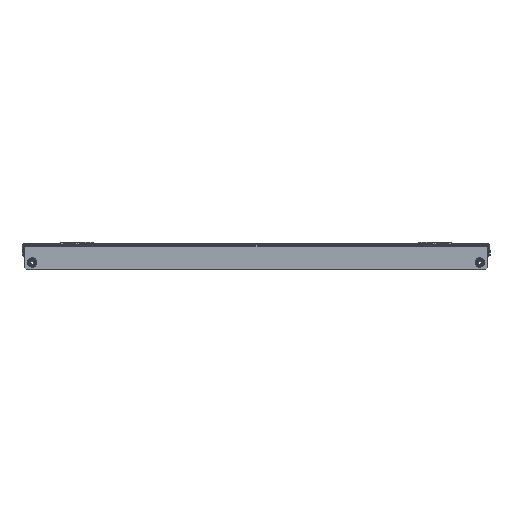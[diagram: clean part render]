
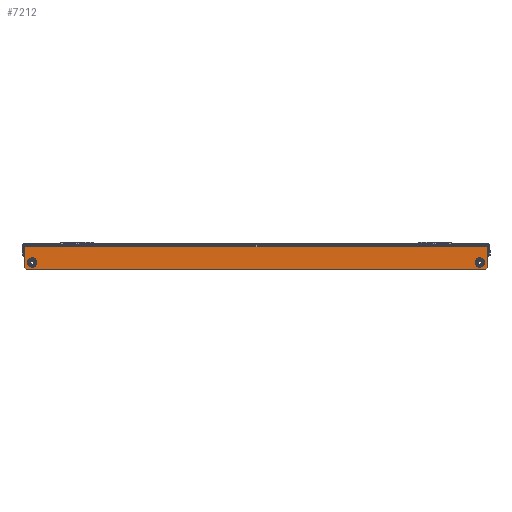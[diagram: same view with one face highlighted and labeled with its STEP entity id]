
A CAD part, left-side view. The second image highlights one B-rep face of the part: STEP entity #7212.
In plain terms, the highlighted planar face has unit normal (-1, 0, 0).
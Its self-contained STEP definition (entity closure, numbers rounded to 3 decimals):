
#473 = VERTEX_POINT ( 'NONE', #1156 ) ;
#601 = DIRECTION ( 'NONE',  ( 0., -0.707, 0.707 ) ) ;
#1156 = CARTESIAN_POINT ( 'NONE',  ( -11.5, -356.299, -26.5 ) ) ;
#1158 = ORIENTED_EDGE ( 'NONE', *, *, #10784, .T. ) ;
#1203 = CARTESIAN_POINT ( 'NONE',  ( -11.5, 361., -34.5 ) ) ;
#1252 = LINE ( 'NONE', #4784, #1910 ) ;
#1476 = EDGE_CURVE ( 'NONE', #4758, #10773, #1252, .T. ) ;
#1519 = DIRECTION ( 'NONE',  ( -1., 0., 0. ) ) ;
#1910 = VECTOR ( 'NONE', #3525, 1000. ) ;
#1916 = VERTEX_POINT ( 'NONE', #8924 ) ;
#2370 = CIRCLE ( 'NONE', #6730, 7.299 ) ;
#2378 = EDGE_CURVE ( 'NONE', #2636, #9947, #16399, .T. ) ;
#2515 = FACE_OUTER_BOUND ( 'NONE', #11258, .T. ) ;
#2636 = VERTEX_POINT ( 'NONE', #7495 ) ;
#2750 = DIRECTION ( 'NONE',  ( 0., -1., 0. ) ) ;
#2956 = DIRECTION ( 'NONE',  ( 0., -1., 0. ) ) ;
#2970 = AXIS2_PLACEMENT_3D ( 'NONE', #4690, #14712, #16153 ) ;
#3056 = DIRECTION ( 'NONE',  ( 0., 1., 0. ) ) ;
#3230 = DIRECTION ( 'NONE',  ( 0., 0., 1. ) ) ;
#3316 = VECTOR ( 'NONE', #601, 1000. ) ;
#3412 = EDGE_CURVE ( 'NONE', #473, #1916, #4987, .T. ) ;
#3453 = DIRECTION ( 'NONE',  ( 1., 0., 0. ) ) ;
#3525 = DIRECTION ( 'NONE',  ( 0., -0.707, -0.707 ) ) ;
#3634 = EDGE_CURVE ( 'NONE', #5510, #11246, #11650, .T. ) ;
#4458 = DIRECTION ( 'NONE',  ( 0., -1., 0. ) ) ;
#4690 = CARTESIAN_POINT ( 'NONE',  ( -11.5, 349., -26.5 ) ) ;
#4713 = PLANE ( 'NONE',  #5166 ) ;
#4758 = VERTEX_POINT ( 'NONE', #1203 ) ;
#4784 = CARTESIAN_POINT ( 'NONE',  ( -11.5, 358., -37.5 ) ) ;
#4987 = CIRCLE ( 'NONE', #6667, 7.299 ) ;
#5166 = AXIS2_PLACEMENT_3D ( 'NONE', #12041, #3453, #17623 ) ;
#5493 = ORIENTED_EDGE ( 'NONE', *, *, #10645, .T. ) ;
#5510 = VERTEX_POINT ( 'NONE', #15049 ) ;
#5581 = VECTOR ( 'NONE', #3230, 1000. ) ;
#5623 = EDGE_CURVE ( 'NONE', #2636, #4758, #14585, .T. ) ;
#5718 = CARTESIAN_POINT ( 'NONE',  ( -11.5, -361., -37.5 ) ) ;
#5927 = VECTOR ( 'NONE', #6903, 1000. ) ;
#6386 = CARTESIAN_POINT ( 'NONE',  ( -11.5, -361., -1.879 ) ) ;
#6667 = AXIS2_PLACEMENT_3D ( 'NONE', #15673, #8604, #15485 ) ;
#6730 = AXIS2_PLACEMENT_3D ( 'NONE', #15966, #11582, #3056 ) ;
#6746 = LINE ( 'NONE', #5718, #15435 ) ;
#6903 = DIRECTION ( 'NONE',  ( 0., 0., -1. ) ) ;
#7038 = ORIENTED_EDGE ( 'NONE', *, *, #5623, .T. ) ;
#7134 = LINE ( 'NONE', #7505, #5581 ) ;
#7212 = ADVANCED_FACE ( 'NONE', ( #2515, #16106, #17257 ), #4713, .F. ) ;
#7495 = CARTESIAN_POINT ( 'NONE',  ( -11.5, 361., -1.879 ) ) ;
#7505 = CARTESIAN_POINT ( 'NONE',  ( -11.5, -361., 0. ) ) ;
#7644 = EDGE_CURVE ( 'NONE', #10773, #8645, #6746, .T. ) ;
#8070 = EDGE_LOOP ( 'NONE', ( #15773, #16110 ) ) ;
#8147 = ORIENTED_EDGE ( 'NONE', *, *, #7644, .T. ) ;
#8173 = VECTOR ( 'NONE', #2750, 1000. ) ;
#8604 = DIRECTION ( 'NONE',  ( -1., 0., 0. ) ) ;
#8645 = VERTEX_POINT ( 'NONE', #10825 ) ;
#8755 = AXIS2_PLACEMENT_3D ( 'NONE', #10053, #1519, #2956 ) ;
#8924 = CARTESIAN_POINT ( 'NONE',  ( -11.5, -341.701, -26.5 ) ) ;
#9267 = CARTESIAN_POINT ( 'NONE',  ( -11.5, 356.299, -26.5 ) ) ;
#9624 = CIRCLE ( 'NONE', #8755, 7.299 ) ;
#9947 = VERTEX_POINT ( 'NONE', #6386 ) ;
#10008 = ORIENTED_EDGE ( 'NONE', *, *, #12551, .T. ) ;
#10053 = CARTESIAN_POINT ( 'NONE',  ( -11.5, -349., -26.5 ) ) ;
#10645 = EDGE_CURVE ( 'NONE', #16745, #9947, #7134, .T. ) ;
#10654 = ORIENTED_EDGE ( 'NONE', *, *, #2378, .F. ) ;
#10773 = VERTEX_POINT ( 'NONE', #12075 ) ;
#10784 = EDGE_CURVE ( 'NONE', #8645, #16745, #10900, .T. ) ;
#10825 = CARTESIAN_POINT ( 'NONE',  ( -11.5, -358., -37.5 ) ) ;
#10900 = LINE ( 'NONE', #17953, #3316 ) ;
#11246 = VERTEX_POINT ( 'NONE', #9267 ) ;
#11258 = EDGE_LOOP ( 'NONE', ( #8147, #1158, #5493, #10654, #7038, #18426 ) ) ;
#11582 = DIRECTION ( 'NONE',  ( 1., 0., 0. ) ) ;
#11650 = CIRCLE ( 'NONE', #2970, 7.299 ) ;
#12041 = CARTESIAN_POINT ( 'NONE',  ( -11.5, -361., 0. ) ) ;
#12075 = CARTESIAN_POINT ( 'NONE',  ( -11.5, 358., -37.5 ) ) ;
#12478 = CARTESIAN_POINT ( 'NONE',  ( -11.5, 361., 0. ) ) ;
#12551 = EDGE_CURVE ( 'NONE', #11246, #5510, #2370, .T. ) ;
#13838 = EDGE_CURVE ( 'NONE', #1916, #473, #9624, .T. ) ;
#13958 = CARTESIAN_POINT ( 'NONE',  ( -11.5, -361., -1.879 ) ) ;
#14585 = LINE ( 'NONE', #12478, #5927 ) ;
#14712 = DIRECTION ( 'NONE',  ( 1., 0., 0. ) ) ;
#15049 = CARTESIAN_POINT ( 'NONE',  ( -11.5, 341.701, -26.5 ) ) ;
#15435 = VECTOR ( 'NONE', #4458, 1000. ) ;
#15485 = DIRECTION ( 'NONE',  ( 0., -1., 0. ) ) ;
#15673 = CARTESIAN_POINT ( 'NONE',  ( -11.5, -349., -26.5 ) ) ;
#15721 = EDGE_LOOP ( 'NONE', ( #10008, #16651 ) ) ;
#15773 = ORIENTED_EDGE ( 'NONE', *, *, #3412, .F. ) ;
#15966 = CARTESIAN_POINT ( 'NONE',  ( -11.5, 349., -26.5 ) ) ;
#16106 = FACE_BOUND ( 'NONE', #15721, .T. ) ;
#16110 = ORIENTED_EDGE ( 'NONE', *, *, #13838, .F. ) ;
#16153 = DIRECTION ( 'NONE',  ( 0., 1., 0. ) ) ;
#16192 = CARTESIAN_POINT ( 'NONE',  ( -11.5, -361., -34.5 ) ) ;
#16399 = LINE ( 'NONE', #13958, #8173 ) ;
#16651 = ORIENTED_EDGE ( 'NONE', *, *, #3634, .T. ) ;
#16745 = VERTEX_POINT ( 'NONE', #16192 ) ;
#17257 = FACE_BOUND ( 'NONE', #8070, .T. ) ;
#17623 = DIRECTION ( 'NONE',  ( 0., 0., -1. ) ) ;
#17953 = CARTESIAN_POINT ( 'NONE',  ( -11.5, -361., -34.5 ) ) ;
#18426 = ORIENTED_EDGE ( 'NONE', *, *, #1476, .T. ) ;
